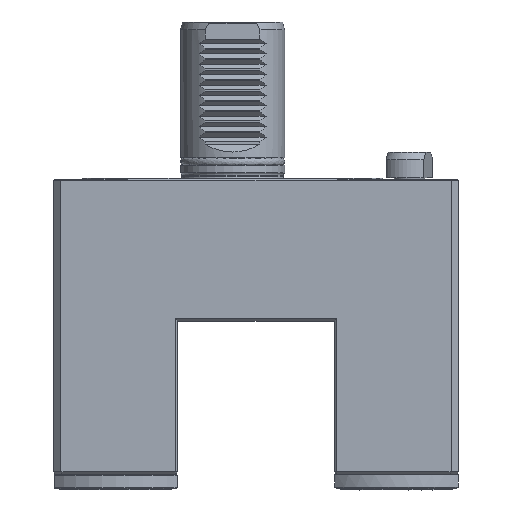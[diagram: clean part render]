
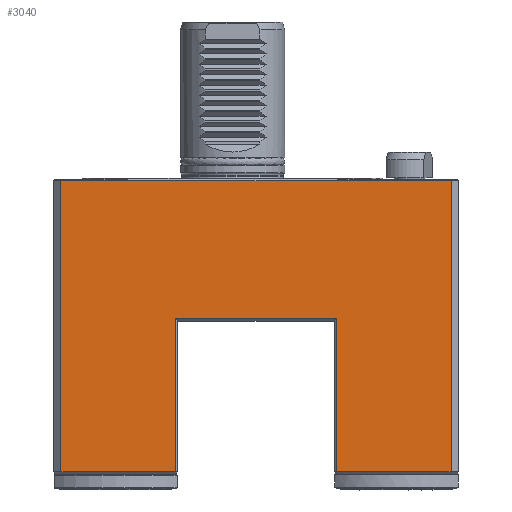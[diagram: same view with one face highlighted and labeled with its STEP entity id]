
A CAD part, front view. The second image highlights one B-rep face of the part: STEP entity #3040.
In plain terms, the highlighted planar face has unit normal (0, -1, 0).
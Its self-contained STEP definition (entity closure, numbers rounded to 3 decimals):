
#169=LINE('',#5334,#360);
#172=LINE('',#5340,#363);
#198=LINE('',#5403,#389);
#210=LINE('',#5425,#401);
#213=LINE('',#5431,#404);
#214=LINE('',#5434,#405);
#215=LINE('',#5435,#406);
#216=LINE('',#5436,#407);
#360=VECTOR('',#3877,1000.);
#363=VECTOR('',#3882,1000.);
#389=VECTOR('',#3938,1000.);
#401=VECTOR('',#3958,1000.);
#404=VECTOR('',#3963,1000.);
#405=VECTOR('',#3964,1000.);
#406=VECTOR('',#3965,1000.);
#407=VECTOR('',#3966,1000.);
#912=ORIENTED_EDGE('',*,*,#1598,.T.);
#913=ORIENTED_EDGE('',*,*,#1599,.T.);
#914=ORIENTED_EDGE('',*,*,#1595,.T.);
#915=ORIENTED_EDGE('',*,*,#1600,.T.);
#916=ORIENTED_EDGE('',*,*,#1552,.T.);
#917=ORIENTED_EDGE('',*,*,#1549,.T.);
#918=ORIENTED_EDGE('',*,*,#1583,.T.);
#919=ORIENTED_EDGE('',*,*,#1601,.T.);
#1549=EDGE_CURVE('',#2483,#2482,#169,.T.);
#1552=EDGE_CURVE('',#2485,#2483,#172,.T.);
#1583=EDGE_CURVE('',#2482,#2506,#198,.T.);
#1595=EDGE_CURVE('',#2489,#2513,#210,.T.);
#1598=EDGE_CURVE('',#2515,#2516,#213,.T.);
#1599=EDGE_CURVE('',#2516,#2489,#214,.T.);
#1600=EDGE_CURVE('',#2513,#2485,#215,.T.);
#1601=EDGE_CURVE('',#2506,#2515,#216,.T.);
#2033=EDGE_LOOP('',(#912,#913,#914,#915,#916,#917,#918,#919));
#2300=PLANE('',#3340);
#2482=VERTEX_POINT('',#5333);
#2483=VERTEX_POINT('',#5335);
#2485=VERTEX_POINT('',#5341);
#2489=VERTEX_POINT('',#5353);
#2506=VERTEX_POINT('',#5402);
#2513=VERTEX_POINT('',#5426);
#2515=VERTEX_POINT('',#5432);
#2516=VERTEX_POINT('',#5433);
#2757=FACE_BOUND('',#2033,.T.);
#3040=ADVANCED_FACE('',(#2757),#2300,.T.);
#3340=AXIS2_PLACEMENT_3D('',#5430,#3961,#3962);
#3877=DIRECTION('',(1.,0.,0.));
#3882=DIRECTION('',(0.,0.,1.));
#3938=DIRECTION('',(0.,0.,-1.));
#3958=DIRECTION('',(0.,0.,-1.));
#3961=DIRECTION('',(0.,-1.,0.));
#3962=DIRECTION('',(1.,0.,0.));
#3963=DIRECTION('',(0.,0.,1.));
#3964=DIRECTION('',(-1.,0.,0.));
#3965=DIRECTION('',(1.,0.,0.));
#3966=DIRECTION('',(1.,0.,0.));
#5333=CARTESIAN_POINT('',(40.,-42.,-54.));
#5334=CARTESIAN_POINT('',(39.,-42.,-54.));
#5335=CARTESIAN_POINT('',(-22.,-42.,-54.));
#5340=CARTESIAN_POINT('',(-22.,-42.,-55.));
#5341=CARTESIAN_POINT('',(-22.,-42.,-113.));
#5353=CARTESIAN_POINT('',(-66.,-42.,-1.));
#5402=CARTESIAN_POINT('',(40.,-42.,-113.));
#5403=CARTESIAN_POINT('',(40.,-42.,-114.));
#5425=CARTESIAN_POINT('',(-66.,-42.,-114.));
#5426=CARTESIAN_POINT('',(-66.,-42.,-113.));
#5430=CARTESIAN_POINT('',(-69.,-42.,-114.));
#5431=CARTESIAN_POINT('',(84.,-42.,-114.));
#5432=CARTESIAN_POINT('',(84.,-42.,-113.));
#5433=CARTESIAN_POINT('',(84.,-42.,-1.));
#5434=CARTESIAN_POINT('',(-69.,-42.,-1.));
#5435=CARTESIAN_POINT('',(-21.,-42.,-113.));
#5436=CARTESIAN_POINT('',(84.,-42.,-113.));
